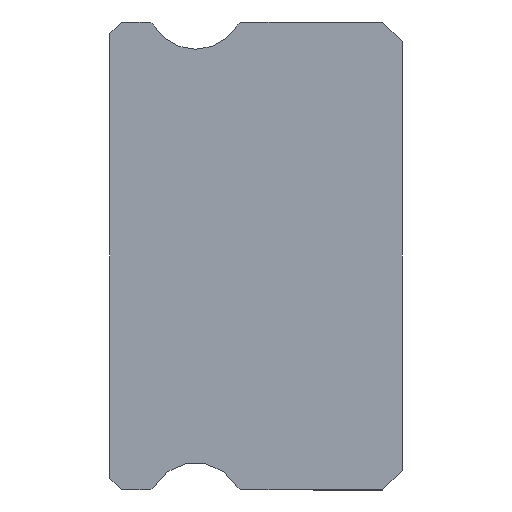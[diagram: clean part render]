
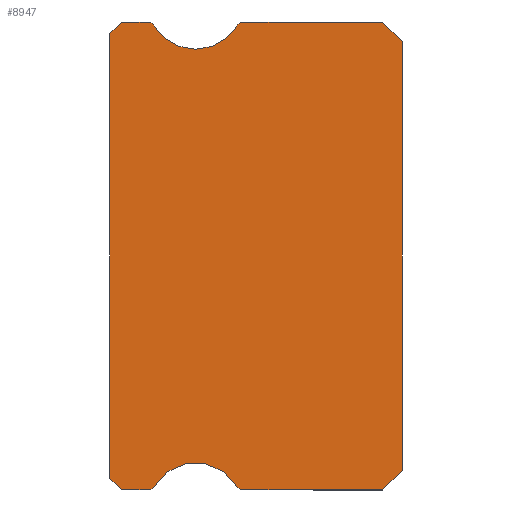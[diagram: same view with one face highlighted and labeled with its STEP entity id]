
A CAD part, left-side view. The second image highlights one B-rep face of the part: STEP entity #8947.
In plain terms, the highlighted planar face has unit normal (-1, 0, 0).
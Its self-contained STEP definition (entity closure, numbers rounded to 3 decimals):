
#48 = DIRECTION ( 'NONE',  ( 0., 0., -1. ) ) ;
#335 = ORIENTED_EDGE ( 'NONE', *, *, #4050, .F. ) ;
#395 = ORIENTED_EDGE ( 'NONE', *, *, #953, .F. ) ;
#451 = EDGE_CURVE ( 'NONE', #9000, #7852, #8259, .T. ) ;
#455 = CARTESIAN_POINT ( 'NONE',  ( -15., 6.383, -5.925 ) ) ;
#534 = VERTEX_POINT ( 'NONE', #586 ) ;
#538 = EDGE_CURVE ( 'NONE', #2074, #3095, #8600, .T. ) ;
#586 = CARTESIAN_POINT ( 'NONE',  ( -15., 0.5, -6. ) ) ;
#662 = DIRECTION ( 'NONE',  ( 0., 0., -1. ) ) ;
#708 = EDGE_CURVE ( 'NONE', #534, #8491, #8760, .T. ) ;
#742 = CARTESIAN_POINT ( 'NONE',  ( -15., 7.2, 6. ) ) ;
#754 = CARTESIAN_POINT ( 'NONE',  ( -15., 6.512, 6. ) ) ;
#779 = EDGE_CURVE ( 'NONE', #6540, #7852, #3483, .T. ) ;
#790 = CARTESIAN_POINT ( 'NONE',  ( -15., 4.088, 6. ) ) ;
#919 = DIRECTION ( 'NONE',  ( 0., -1., 0. ) ) ;
#953 = EDGE_CURVE ( 'NONE', #3095, #2739, #7869, .T. ) ;
#1261 = CARTESIAN_POINT ( 'NONE',  ( -15., 4.217, -5.925 ) ) ;
#1293 = ORIENTED_EDGE ( 'NONE', *, *, #8380, .F. ) ;
#1298 = AXIS2_PLACEMENT_3D ( 'NONE', #2078, #4898, #1387 ) ;
#1335 = CARTESIAN_POINT ( 'NONE',  ( -15., 0.5, 6. ) ) ;
#1387 = DIRECTION ( 'NONE',  ( 0., 0., -1. ) ) ;
#1457 = VECTOR ( 'NONE', #7150, 1000. ) ;
#1600 = CARTESIAN_POINT ( 'NONE',  ( -15., 6.512, -6. ) ) ;
#1624 = DIRECTION ( 'NONE',  ( 0., -0.707, -0.707 ) ) ;
#1634 = LINE ( 'NONE', #5061, #5507 ) ;
#1731 = EDGE_LOOP ( 'NONE', ( #6818, #2399, #4594, #3681, #1815, #3412, #5682, #8229, #5800, #8236, #7672, #395, #6277, #3364, #335, #1293, #6788 ) ) ;
#1789 = EDGE_CURVE ( 'NONE', #2673, #9000, #8606, .T. ) ;
#1815 = ORIENTED_EDGE ( 'NONE', *, *, #6002, .F. ) ;
#1879 = CARTESIAN_POINT ( 'NONE',  ( -15., 6.512, -6. ) ) ;
#2036 = CIRCLE ( 'NONE', #7188, 1.25 ) ;
#2056 = EDGE_CURVE ( 'NONE', #7827, #534, #9094, .T. ) ;
#2074 = VERTEX_POINT ( 'NONE', #2612 ) ;
#2078 = CARTESIAN_POINT ( 'NONE',  ( -15., 6.512, -5.85 ) ) ;
#2290 = CARTESIAN_POINT ( 'NONE',  ( -15., 7.5, -5.7 ) ) ;
#2295 = DIRECTION ( 'NONE',  ( 0., -0.707, -0.707 ) ) ;
#2366 = CARTESIAN_POINT ( 'NONE',  ( -15., 7.2, 6. ) ) ;
#2399 = ORIENTED_EDGE ( 'NONE', *, *, #779, .F. ) ;
#2568 = CARTESIAN_POINT ( 'NONE',  ( -15., 0., -5.5 ) ) ;
#2581 = DIRECTION ( 'NONE',  ( 0., 0., -1. ) ) ;
#2612 = CARTESIAN_POINT ( 'NONE',  ( -15., 4.217, 5.925 ) ) ;
#2673 = VERTEX_POINT ( 'NONE', #5504 ) ;
#2718 = CARTESIAN_POINT ( 'NONE',  ( -15., 6.383, 5.925 ) ) ;
#2739 = VERTEX_POINT ( 'NONE', #1335 ) ;
#2758 = CARTESIAN_POINT ( 'NONE',  ( -15., 7.2, -6. ) ) ;
#2825 = AXIS2_PLACEMENT_3D ( 'NONE', #3794, #7164, #3055 ) ;
#2939 = VECTOR ( 'NONE', #919, 1000. ) ;
#2975 = CARTESIAN_POINT ( 'NONE',  ( -15., 4.088, -6. ) ) ;
#3055 = DIRECTION ( 'NONE',  ( 0., 0., -1. ) ) ;
#3095 = VERTEX_POINT ( 'NONE', #790 ) ;
#3286 = VECTOR ( 'NONE', #7911, 1000. ) ;
#3364 = ORIENTED_EDGE ( 'NONE', *, *, #5663, .F. ) ;
#3412 = ORIENTED_EDGE ( 'NONE', *, *, #3679, .F. ) ;
#3446 = CIRCLE ( 'NONE', #4032, 1.25 ) ;
#3483 = LINE ( 'NONE', #8375, #3860 ) ;
#3491 = CARTESIAN_POINT ( 'NONE',  ( -15., 4.088, 5.85 ) ) ;
#3633 = EDGE_CURVE ( 'NONE', #2739, #4570, #1634, .T. ) ;
#3679 = EDGE_CURVE ( 'NONE', #5826, #7341, #3446, .T. ) ;
#3681 = ORIENTED_EDGE ( 'NONE', *, *, #5365, .T. ) ;
#3782 = CARTESIAN_POINT ( 'NONE',  ( -15., 0., 5.5 ) ) ;
#3794 = CARTESIAN_POINT ( 'NONE',  ( -15., 6.512, 5.85 ) ) ;
#3860 = VECTOR ( 'NONE', #8413, 1000. ) ;
#3915 = DIRECTION ( 'NONE',  ( 0., 1., 0. ) ) ;
#3933 = VERTEX_POINT ( 'NONE', #2758 ) ;
#4032 = AXIS2_PLACEMENT_3D ( 'NONE', #8207, #4664, #8750 ) ;
#4050 = EDGE_CURVE ( 'NONE', #7142, #6266, #6539, .T. ) ;
#4053 = EDGE_CURVE ( 'NONE', #6540, #3933, #7779, .T. ) ;
#4120 = CARTESIAN_POINT ( 'NONE',  ( -15., 5.3, 5.3 ) ) ;
#4499 = EDGE_CURVE ( 'NONE', #7827, #4570, #5218, .T. ) ;
#4546 = PLANE ( 'NONE',  #2825 ) ;
#4570 = VERTEX_POINT ( 'NONE', #6085 ) ;
#4594 = ORIENTED_EDGE ( 'NONE', *, *, #4053, .T. ) ;
#4640 = AXIS2_PLACEMENT_3D ( 'NONE', #3491, #6339, #8425 ) ;
#4664 = DIRECTION ( 'NONE',  ( -1., 0., 0. ) ) ;
#4760 = CARTESIAN_POINT ( 'NONE',  ( -15., 7.5, 5.7 ) ) ;
#4870 = CARTESIAN_POINT ( 'NONE',  ( -15., 4.088, -5.85 ) ) ;
#4898 = DIRECTION ( 'NONE',  ( 1., 0., 0. ) ) ;
#5061 = CARTESIAN_POINT ( 'NONE',  ( -15., 0.5, 6. ) ) ;
#5083 = LINE ( 'NONE', #1600, #2939 ) ;
#5218 = LINE ( 'NONE', #3782, #1457 ) ;
#5365 = EDGE_CURVE ( 'NONE', #3933, #8706, #5083, .T. ) ;
#5384 = CARTESIAN_POINT ( 'NONE',  ( -15., 7.5, 5.7 ) ) ;
#5395 = DIRECTION ( 'NONE',  ( 1., 0., 0. ) ) ;
#5504 = CARTESIAN_POINT ( 'NONE',  ( -15., 6.512, 6. ) ) ;
#5507 = VECTOR ( 'NONE', #2295, 1000. ) ;
#5663 = EDGE_CURVE ( 'NONE', #6266, #2074, #2036, .T. ) ;
#5682 = ORIENTED_EDGE ( 'NONE', *, *, #7732, .F. ) ;
#5777 = CARTESIAN_POINT ( 'NONE',  ( -15., 5.3, 6.55 ) ) ;
#5800 = ORIENTED_EDGE ( 'NONE', *, *, #2056, .F. ) ;
#5826 = VERTEX_POINT ( 'NONE', #1261 ) ;
#5871 = DIRECTION ( 'NONE',  ( -1., 0., 0. ) ) ;
#5909 = FACE_OUTER_BOUND ( 'NONE', #1731, .T. ) ;
#6002 = EDGE_CURVE ( 'NONE', #7341, #8706, #8239, .T. ) ;
#6085 = CARTESIAN_POINT ( 'NONE',  ( -15., 0., 5.5 ) ) ;
#6136 = DIRECTION ( 'NONE',  ( 0., 0.707, -0.707 ) ) ;
#6194 = DIRECTION ( 'NONE',  ( 0., 0.707, -0.707 ) ) ;
#6266 = VERTEX_POINT ( 'NONE', #4120 ) ;
#6277 = ORIENTED_EDGE ( 'NONE', *, *, #538, .F. ) ;
#6339 = DIRECTION ( 'NONE',  ( 1., 0., 0. ) ) ;
#6346 = VECTOR ( 'NONE', #3915, 1000. ) ;
#6362 = VECTOR ( 'NONE', #6136, 1000. ) ;
#6373 = AXIS2_PLACEMENT_3D ( 'NONE', #5777, #6420, #48 ) ;
#6420 = DIRECTION ( 'NONE',  ( -1., 0., 0. ) ) ;
#6537 = AXIS2_PLACEMENT_3D ( 'NONE', #4870, #6996, #662 ) ;
#6539 = CIRCLE ( 'NONE', #6373, 1.25 ) ;
#6540 = VERTEX_POINT ( 'NONE', #2290 ) ;
#6788 = ORIENTED_EDGE ( 'NONE', *, *, #1789, .T. ) ;
#6818 = ORIENTED_EDGE ( 'NONE', *, *, #451, .T. ) ;
#6848 = CIRCLE ( 'NONE', #6537, 0.15 ) ;
#6996 = DIRECTION ( 'NONE',  ( 1., 0., 0. ) ) ;
#7142 = VERTEX_POINT ( 'NONE', #2718 ) ;
#7150 = DIRECTION ( 'NONE',  ( 0., 0., 1. ) ) ;
#7164 = DIRECTION ( 'NONE',  ( 1., 0., 0. ) ) ;
#7188 = AXIS2_PLACEMENT_3D ( 'NONE', #8828, #5871, #8784 ) ;
#7222 = CARTESIAN_POINT ( 'NONE',  ( -15., 7.2, -6. ) ) ;
#7341 = VERTEX_POINT ( 'NONE', #455 ) ;
#7593 = CARTESIAN_POINT ( 'NONE',  ( -15., 6.512, -6. ) ) ;
#7672 = ORIENTED_EDGE ( 'NONE', *, *, #3633, .F. ) ;
#7730 = VECTOR ( 'NONE', #1624, 1000. ) ;
#7732 = EDGE_CURVE ( 'NONE', #8491, #5826, #6848, .T. ) ;
#7779 = LINE ( 'NONE', #7222, #7730 ) ;
#7814 = DIRECTION ( 'NONE',  ( 0., 1., 0. ) ) ;
#7827 = VERTEX_POINT ( 'NONE', #2568 ) ;
#7852 = VERTEX_POINT ( 'NONE', #5384 ) ;
#7869 = LINE ( 'NONE', #754, #3286 ) ;
#7911 = DIRECTION ( 'NONE',  ( 0., -1., 0. ) ) ;
#8207 = CARTESIAN_POINT ( 'NONE',  ( -15., 5.3, -6.55 ) ) ;
#8229 = ORIENTED_EDGE ( 'NONE', *, *, #708, .F. ) ;
#8236 = ORIENTED_EDGE ( 'NONE', *, *, #4499, .T. ) ;
#8239 = CIRCLE ( 'NONE', #1298, 0.15 ) ;
#8259 = LINE ( 'NONE', #4760, #6362 ) ;
#8302 = AXIS2_PLACEMENT_3D ( 'NONE', #8888, #5395, #2581 ) ;
#8375 = CARTESIAN_POINT ( 'NONE',  ( -15., 7.5, 5.85 ) ) ;
#8380 = EDGE_CURVE ( 'NONE', #2673, #7142, #8899, .T. ) ;
#8413 = DIRECTION ( 'NONE',  ( 0., 0., 1. ) ) ;
#8425 = DIRECTION ( 'NONE',  ( 0., 0., -1. ) ) ;
#8453 = VECTOR ( 'NONE', #6194, 1000. ) ;
#8491 = VERTEX_POINT ( 'NONE', #2975 ) ;
#8600 = CIRCLE ( 'NONE', #4640, 0.15 ) ;
#8606 = LINE ( 'NONE', #742, #9030 ) ;
#8706 = VERTEX_POINT ( 'NONE', #7593 ) ;
#8750 = DIRECTION ( 'NONE',  ( 0., 0., -1. ) ) ;
#8760 = LINE ( 'NONE', #1879, #6346 ) ;
#8784 = DIRECTION ( 'NONE',  ( 0., 0., -1. ) ) ;
#8828 = CARTESIAN_POINT ( 'NONE',  ( -15., 5.3, 6.55 ) ) ;
#8888 = CARTESIAN_POINT ( 'NONE',  ( -15., 6.512, 5.85 ) ) ;
#8899 = CIRCLE ( 'NONE', #8302, 0.15 ) ;
#8947 = ADVANCED_FACE ( 'NONE', ( #5909 ), #4546, .F. ) ;
#9000 = VERTEX_POINT ( 'NONE', #2366 ) ;
#9030 = VECTOR ( 'NONE', #7814, 1000. ) ;
#9056 = CARTESIAN_POINT ( 'NONE',  ( -15., 0., -5.5 ) ) ;
#9094 = LINE ( 'NONE', #9056, #8453 ) ;
